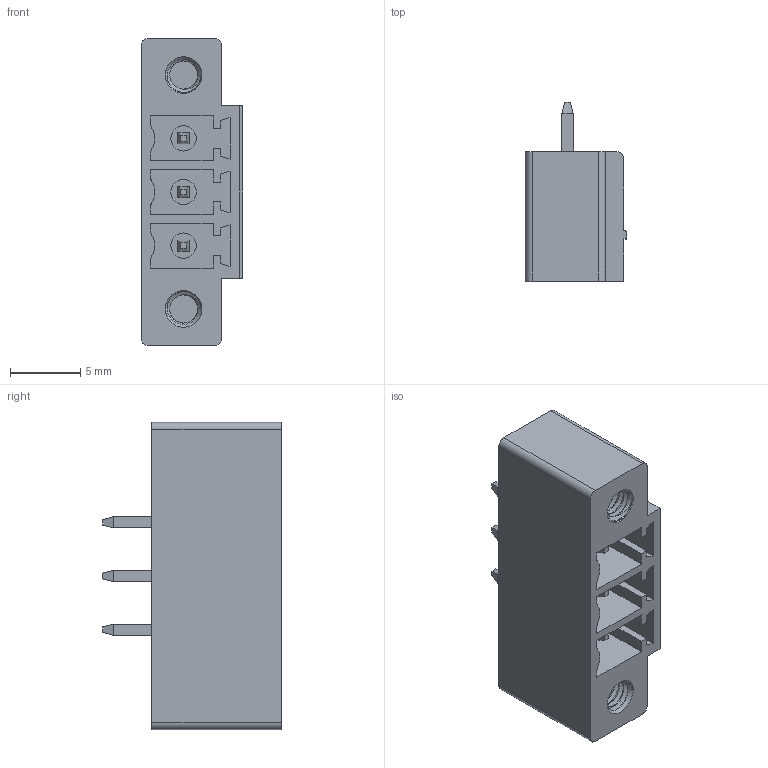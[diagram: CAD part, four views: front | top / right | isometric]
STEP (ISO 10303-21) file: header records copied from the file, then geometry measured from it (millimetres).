
FILE_DESCRIPTION (( 'STEP AP214' ), '1' );
FILE_NAME ('CUI_DEVICES_TBP02R2W-381-03BE.step', '2019-10-22T06:01:12', ( '' ), ( '' ), 'SwSTEP 2.0', 'SolidWorks 2019', '' );
FILE_SCHEMA (( 'AUTOMOTIVE_DESIGN' ));
Length unit declared in the file: millimetre
Products named in the file (1): CUI_DEVICES_TBP02R2W-381-03BE
Bounding box: 7.2 x 12.7 x 21.82 mm (x, y, z)
Volume: 938.8 mm3; surface area: 1416.7 mm2
Topology: 1 solids, 1 shells, 235 faces, 633 edges, 414 vertices
Faces by surface type: plane 114, cylinder 111, cone 6, bspline 4
Entity records: 13085 total; most frequent: CARTESIAN_POINT 5809, ORIENTED_EDGE 1266, DIRECTION 959, EDGE_CURVE 633, VERTEX_POINT 414, LINE 383, VECTOR 383, AXIS2_PLACEMENT_3D 288
